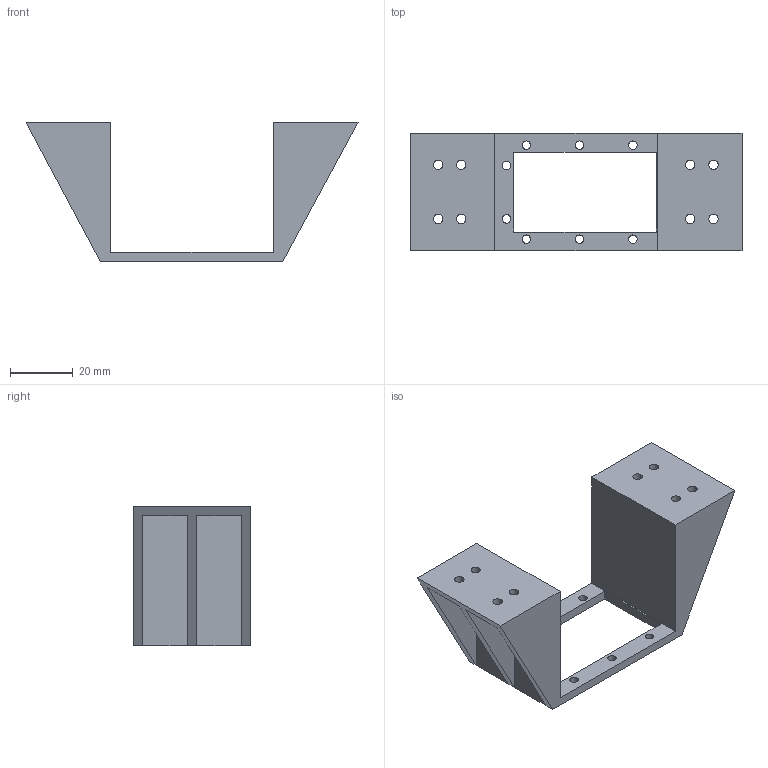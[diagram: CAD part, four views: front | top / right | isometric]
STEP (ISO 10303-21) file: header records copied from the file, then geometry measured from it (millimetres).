
FILE_DESCRIPTION(/* description */ (''),/* implementation_level */ '2;1');
FILE_NAME(/* name */ 'Encoder Dynamixel Bracket v5.step',/* time_stamp */ '2019-01-08T22:11:35+00:00',/* author */ ('elliott.whiteW7C4J'),/* organization */ (''),/* preprocessor_version */ 'ST-DEVELOPER v17.2',/* originating_system */ 'Autodesk Translation Framework v7.6.0.251',/* authorisation */ '');
FILE_SCHEMA (('AUTOMOTIVE_DESIGN { 1 0 10303 214 3 1 1 }'));
Length unit declared in the file: millimetre
Products named in the file (1): Bracket_ENCODER
Bounding box: 105.9 x 37.54 x 44.5 mm (x, y, z)
Volume: 26091 mm3; surface area: 19042 mm2
Topology: 1 solids, 1 shells, 46 faces, 132 edges, 88 vertices
Faces by surface type: plane 30, cylinder 16
Full cylindrical faces by diameter (mm): 2.7 x8, 3 x8
Entity records: 1617 total; most frequent: CARTESIAN_POINT 267, DIRECTION 266, ORIENTED_EDGE 264, EDGE_CURVE 132, LINE 92, VECTOR 92, VERTEX_POINT 88, AXIS2_PLACEMENT_3D 87
